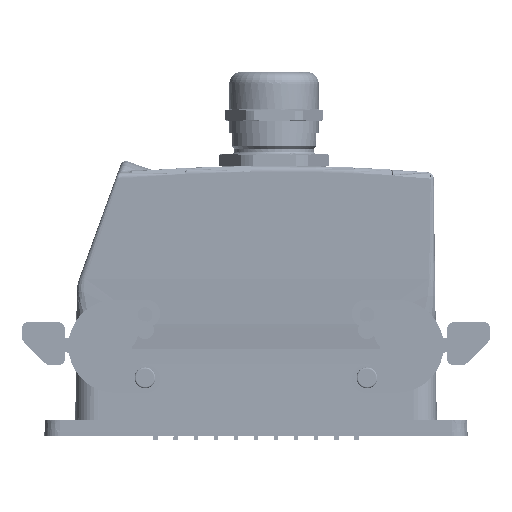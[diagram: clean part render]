
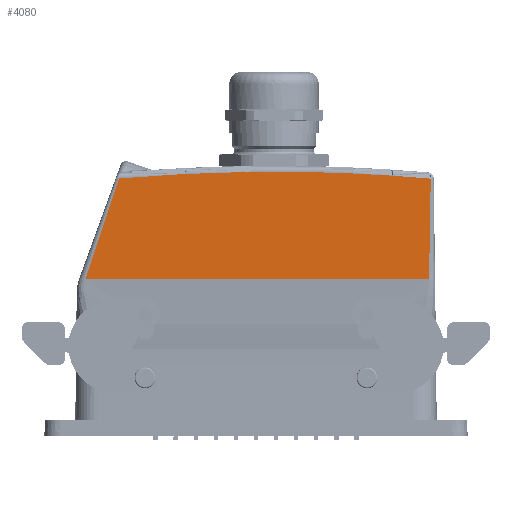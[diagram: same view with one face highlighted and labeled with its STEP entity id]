
A CAD part, left-side view. The second image highlights one B-rep face of the part: STEP entity #4080.
In plain terms, the highlighted planar face has unit normal (-1, 0, 0).
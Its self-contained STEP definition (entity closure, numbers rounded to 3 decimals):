
#4043=AXIS2_PLACEMENT_3D('Plane Axis2P3D',#4040,#4041,#4042) ;
#4063=AXIS2_PLACEMENT_3D('Circle Axis2P3D',#4061,#4062,$) ;
#4070=AXIS2_PLACEMENT_3D('Circle Axis2P3D',#4068,#4069,$) ;
#2511=CARTESIAN_POINT('Vertex',(6.75,20.304,53.765)) ;
#2562=CARTESIAN_POINT('Line Origine',(6.75,76.562,53.765)) ;
#2566=CARTESIAN_POINT('Vertex',(6.75,134.856,53.765)) ;
#3612=CARTESIAN_POINT('Vertex',(6.75,19.763,87.141)) ;
#3616=CARTESIAN_POINT('Control Point',(6.75,19.763,87.141)) ;
#3617=CARTESIAN_POINT('Control Point',(6.75,19.763,86.63)) ;
#3618=CARTESIAN_POINT('Control Point',(6.75,19.762,86.122)) ;
#3619=CARTESIAN_POINT('Control Point',(6.75,19.762,85.618)) ;
#3620=CARTESIAN_POINT('Control Point',(6.75,19.764,83.307)) ;
#3621=CARTESIAN_POINT('Control Point',(6.75,19.774,80.995)) ;
#3622=CARTESIAN_POINT('Control Point',(6.75,19.786,79.184)) ;
#3623=CARTESIAN_POINT('Control Point',(6.75,19.826,75.061)) ;
#3624=CARTESIAN_POINT('Control Point',(6.75,19.887,70.939)) ;
#3625=CARTESIAN_POINT('Control Point',(6.75,19.927,68.627)) ;
#3626=CARTESIAN_POINT('Control Point',(6.75,20.01,64.268)) ;
#3627=CARTESIAN_POINT('Control Point',(6.75,20.112,59.908)) ;
#3628=CARTESIAN_POINT('Control Point',(6.75,20.166,57.86)) ;
#3629=CARTESIAN_POINT('Control Point',(6.75,20.228,55.812)) ;
#3630=CARTESIAN_POINT('Control Point',(6.75,20.304,53.765)) ;
#4040=CARTESIAN_POINT('Axis2P3D Location',(6.75,-88.816,-23.823)) ;
#4046=CARTESIAN_POINT('Control Point',(6.75,123.699,87.188)) ;
#4047=CARTESIAN_POINT('Control Point',(6.75,123.933,86.524)) ;
#4048=CARTESIAN_POINT('Control Point',(6.75,124.166,85.861)) ;
#4049=CARTESIAN_POINT('Control Point',(6.75,124.391,85.218)) ;
#4050=CARTESIAN_POINT('Control Point',(6.75,124.728,84.252)) ;
#4051=CARTESIAN_POINT('Control Point',(6.75,125.065,83.284)) ;
#4052=CARTESIAN_POINT('Control Point',(6.75,125.22,82.837)) ;
#4053=CARTESIAN_POINT('Control Point',(6.75,127.29,76.868)) ;
#4054=CARTESIAN_POINT('Control Point',(6.75,129.308,70.881)) ;
#4055=CARTESIAN_POINT('Control Point',(6.75,131.177,65.18)) ;
#4056=CARTESIAN_POINT('Control Point',(6.75,133.065,59.488)) ;
#4057=CARTESIAN_POINT('Control Point',(6.75,134.856,53.765)) ;
#4058=CARTESIAN_POINT('Vertex',(6.75,123.699,87.188)) ;
#4061=CARTESIAN_POINT('Axis2P3D Location',(6.75,72.,-508.573)) ;
#4065=CARTESIAN_POINT('Vertex',(6.75,57.99,89.263)) ;
#4068=CARTESIAN_POINT('Axis2P3D Location',(6.75,72.,-508.573)) ;
#2563=DIRECTION('Vector Direction',(0.,-1.,0.)) ;
#4041=DIRECTION('Axis2P3D Direction',(-1.,0.,0.)) ;
#4042=DIRECTION('Axis2P3D XDirection',(0.,-0.317,0.949)) ;
#4062=DIRECTION('Axis2P3D Direction',(-1.,0.,0.)) ;
#4069=DIRECTION('Axis2P3D Direction',(-1.,0.,0.)) ;
#2564=VECTOR('Line Direction',#2563,1.) ;
#4074=ORIENTED_EDGE('',*,*,#4060,.F.) ;
#4075=ORIENTED_EDGE('',*,*,#2568,.T.) ;
#4076=ORIENTED_EDGE('',*,*,#3631,.T.) ;
#4077=ORIENTED_EDGE('',*,*,#4067,.F.) ;
#4078=ORIENTED_EDGE('',*,*,#4072,.F.) ;
#4080=ADVANCED_FACE('Hauptk\X2\00F6\X0\rper.1',(#4079),#4044,.T.) ;
#3615=B_SPLINE_CURVE_WITH_KNOTS('',5,(#3616,#3617,#3618,#3619,#3620,#3621,#3622,#3623,#3624,#3625,#3626,#3627,#3628,#3629,#3630),.UNSPECIFIED.,.F.,.U.,(6,3,3,3,6),(29.318,31.823,40.882,52.446,62.692),.UNSPECIFIED.) ;
#4045=B_SPLINE_CURVE_WITH_KNOTS('',5,(#4046,#4047,#4048,#4049,#4050,#4051,#4052,#4053,#4054,#4055,#4056,#4057),.UNSPECIFIED.,.F.,.U.,(6,3,3,6),(0.,4.97,7.239,49.617),.UNSPECIFIED.) ;
#4064=CIRCLE('generated circle',#4063,598.) ;
#4071=CIRCLE('generated circle',#4070,598.) ;
#2568=EDGE_CURVE('',#2567,#2512,#2565,.T.) ;
#3631=EDGE_CURVE('',#2512,#3613,#3615,.F.) ;
#4060=EDGE_CURVE('',#2567,#4059,#4045,.F.) ;
#4067=EDGE_CURVE('',#4066,#3613,#4064,.F.) ;
#4072=EDGE_CURVE('',#4059,#4066,#4071,.F.) ;
#4073=EDGE_LOOP('',(#4074,#4075,#4076,#4077,#4078)) ;
#4079=FACE_OUTER_BOUND('',#4073,.T.) ;
#2565=LINE('Line',#2562,#2564) ;
#4044=PLANE('',#4043) ;
#2512=VERTEX_POINT('',#2511) ;
#2567=VERTEX_POINT('',#2566) ;
#3613=VERTEX_POINT('',#3612) ;
#4059=VERTEX_POINT('',#4058) ;
#4066=VERTEX_POINT('',#4065) ;
